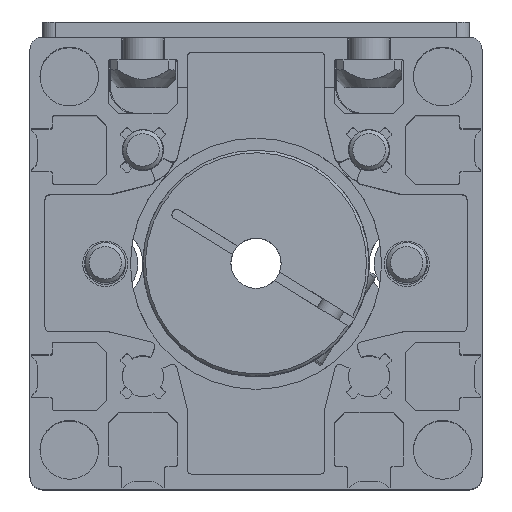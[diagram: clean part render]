
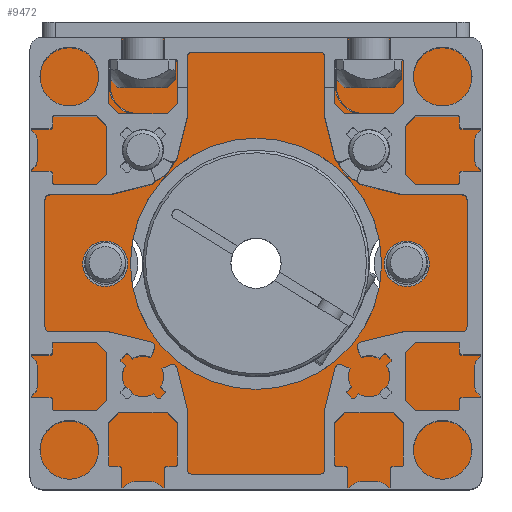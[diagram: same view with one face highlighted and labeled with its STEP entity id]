
A CAD part, top view. The second image highlights one B-rep face of the part: STEP entity #9472.
In plain terms, the highlighted planar face has unit normal (0, 0, 1).
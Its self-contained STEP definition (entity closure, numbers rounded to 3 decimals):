
#482=FACE_BOUND('',#1364,.T.);
#483=FACE_BOUND('',#1365,.T.);
#484=FACE_BOUND('',#1366,.T.);
#485=FACE_BOUND('',#1367,.T.);
#486=FACE_BOUND('',#1368,.T.);
#487=FACE_BOUND('',#1369,.T.);
#488=FACE_BOUND('',#1370,.T.);
#559=PLANE('',#10248);
#859=FACE_OUTER_BOUND('',#1363,.T.);
#1363=EDGE_LOOP('',(#6524,#6525,#6526,#6527,#6528,#6529,#6530,#6531));
#1364=EDGE_LOOP('',(#6532));
#1365=EDGE_LOOP('',(#6533));
#1366=EDGE_LOOP('',(#6534,#6535));
#1367=EDGE_LOOP('',(#6536,#6537,#6538));
#1368=EDGE_LOOP('',(#6539));
#1369=EDGE_LOOP('',(#6540));
#1370=EDGE_LOOP('',(#6541));
#1939=CIRCLE('',#10239,6.6);
#1943=CIRCLE('',#10245,6.6);
#1945=CIRCLE('',#10249,2.5);
#1946=CIRCLE('',#10250,2.5);
#1947=CIRCLE('',#10251,2.5);
#1948=CIRCLE('',#10252,2.5);
#1949=CIRCLE('',#10253,2.067);
#1950=CIRCLE('',#10254,2.067);
#1951=CIRCLE('',#10255,2.067);
#1952=CIRCLE('',#10256,2.067);
#1953=CIRCLE('',#10257,2.067);
#1954=CIRCLE('',#10258,4.5);
#1955=CIRCLE('',#10259,4.5);
#1956=CIRCLE('',#10260,25.);
#2378=LINE('',#14091,#3287);
#2379=LINE('',#14095,#3288);
#2380=LINE('',#14099,#3289);
#2381=LINE('',#14102,#3290);
#3287=VECTOR('',#11241,10.);
#3288=VECTOR('',#11244,10.);
#3289=VECTOR('',#11247,10.);
#3290=VECTOR('',#11250,10.);
#4193=VERTEX_POINT('',#14064);
#4195=VERTEX_POINT('',#14068);
#4198=VERTEX_POINT('',#14077);
#4200=VERTEX_POINT('',#14081);
#4201=VERTEX_POINT('',#14087);
#4202=VERTEX_POINT('',#14088);
#4203=VERTEX_POINT('',#14090);
#4204=VERTEX_POINT('',#14092);
#4205=VERTEX_POINT('',#14094);
#4206=VERTEX_POINT('',#14096);
#4207=VERTEX_POINT('',#14098);
#4208=VERTEX_POINT('',#14100);
#4209=VERTEX_POINT('',#14103);
#4210=VERTEX_POINT('',#14105);
#4211=VERTEX_POINT('',#14108);
#4212=VERTEX_POINT('',#14111);
#4213=VERTEX_POINT('',#14113);
#4214=VERTEX_POINT('',#14115);
#5123=EDGE_CURVE('',#4193,#4195,#1939,.T.);
#5129=EDGE_CURVE('',#4198,#4200,#1943,.T.);
#5131=EDGE_CURVE('',#4201,#4202,#1945,.T.);
#5132=EDGE_CURVE('',#4203,#4201,#2378,.T.);
#5133=EDGE_CURVE('',#4204,#4203,#1946,.T.);
#5134=EDGE_CURVE('',#4205,#4204,#2379,.T.);
#5135=EDGE_CURVE('',#4206,#4205,#1947,.T.);
#5136=EDGE_CURVE('',#4207,#4206,#2380,.T.);
#5137=EDGE_CURVE('',#4208,#4207,#1948,.T.);
#5138=EDGE_CURVE('',#4202,#4208,#2381,.T.);
#5139=EDGE_CURVE('',#4209,#4209,#1949,.T.);
#5140=EDGE_CURVE('',#4210,#4210,#1950,.T.);
#5141=EDGE_CURVE('',#4195,#4193,#1951,.T.);
#5142=EDGE_CURVE('',#4200,#4211,#1952,.T.);
#5143=EDGE_CURVE('',#4211,#4198,#1953,.T.);
#5144=EDGE_CURVE('',#4212,#4212,#1954,.T.);
#5145=EDGE_CURVE('',#4213,#4213,#1955,.T.);
#5146=EDGE_CURVE('',#4214,#4214,#1956,.T.);
#6524=ORIENTED_EDGE('',*,*,#5131,.F.);
#6525=ORIENTED_EDGE('',*,*,#5132,.F.);
#6526=ORIENTED_EDGE('',*,*,#5133,.F.);
#6527=ORIENTED_EDGE('',*,*,#5134,.F.);
#6528=ORIENTED_EDGE('',*,*,#5135,.F.);
#6529=ORIENTED_EDGE('',*,*,#5136,.F.);
#6530=ORIENTED_EDGE('',*,*,#5137,.F.);
#6531=ORIENTED_EDGE('',*,*,#5138,.F.);
#6532=ORIENTED_EDGE('',*,*,#5139,.T.);
#6533=ORIENTED_EDGE('',*,*,#5140,.T.);
#6534=ORIENTED_EDGE('',*,*,#5123,.T.);
#6535=ORIENTED_EDGE('',*,*,#5141,.T.);
#6536=ORIENTED_EDGE('',*,*,#5129,.T.);
#6537=ORIENTED_EDGE('',*,*,#5142,.T.);
#6538=ORIENTED_EDGE('',*,*,#5143,.T.);
#6539=ORIENTED_EDGE('',*,*,#5144,.T.);
#6540=ORIENTED_EDGE('',*,*,#5145,.T.);
#6541=ORIENTED_EDGE('',*,*,#5146,.T.);
#9472=ADVANCED_FACE('',(#859,#482,#483,#484,#485,#486,#487,#488),#559,.T.);
#10239=AXIS2_PLACEMENT_3D('',#14070,#11217,#11218);
#10245=AXIS2_PLACEMENT_3D('',#14083,#11231,#11232);
#10248=AXIS2_PLACEMENT_3D('',#14086,#11237,#11238);
#10249=AXIS2_PLACEMENT_3D('',#14089,#11239,#11240);
#10250=AXIS2_PLACEMENT_3D('',#14093,#11242,#11243);
#10251=AXIS2_PLACEMENT_3D('',#14097,#11245,#11246);
#10252=AXIS2_PLACEMENT_3D('',#14101,#11248,#11249);
#10253=AXIS2_PLACEMENT_3D('',#14104,#11251,#11252);
#10254=AXIS2_PLACEMENT_3D('',#14106,#11253,#11254);
#10255=AXIS2_PLACEMENT_3D('',#14107,#11255,#11256);
#10256=AXIS2_PLACEMENT_3D('',#14109,#11257,#11258);
#10257=AXIS2_PLACEMENT_3D('',#14110,#11259,#11260);
#10258=AXIS2_PLACEMENT_3D('',#14112,#11261,#11262);
#10259=AXIS2_PLACEMENT_3D('',#14114,#11263,#11264);
#10260=AXIS2_PLACEMENT_3D('',#14116,#11265,#11266);
#11217=DIRECTION('center_axis',(0.,0.,-1.));
#11218=DIRECTION('ref_axis',(-1.,0.,0.));
#11231=DIRECTION('center_axis',(0.,0.,-1.));
#11232=DIRECTION('ref_axis',(-1.,0.,0.));
#11237=DIRECTION('center_axis',(0.,0.,1.));
#11238=DIRECTION('ref_axis',(1.,0.,0.));
#11239=DIRECTION('center_axis',(0.,0.,-1.));
#11240=DIRECTION('ref_axis',(-1.,0.,0.));
#11241=DIRECTION('',(1.,0.,0.));
#11242=DIRECTION('center_axis',(0.,0.,-1.));
#11243=DIRECTION('ref_axis',(0.,-1.,0.));
#11244=DIRECTION('',(0.,1.,0.));
#11245=DIRECTION('center_axis',(0.,0.,-1.));
#11246=DIRECTION('ref_axis',(1.,0.,0.));
#11247=DIRECTION('',(-1.,0.,0.));
#11248=DIRECTION('center_axis',(0.,0.,-1.));
#11249=DIRECTION('ref_axis',(0.,1.,0.));
#11250=DIRECTION('',(0.,-1.,0.));
#11251=DIRECTION('center_axis',(0.,0.,-1.));
#11252=DIRECTION('ref_axis',(-1.,0.,0.));
#11253=DIRECTION('center_axis',(0.,0.,-1.));
#11254=DIRECTION('ref_axis',(-1.,0.,0.));
#11255=DIRECTION('center_axis',(0.,0.,-1.));
#11256=DIRECTION('ref_axis',(-1.,0.,0.));
#11257=DIRECTION('center_axis',(0.,0.,-1.));
#11258=DIRECTION('ref_axis',(-1.,0.,0.));
#11259=DIRECTION('center_axis',(0.,0.,-1.));
#11260=DIRECTION('ref_axis',(-1.,0.,0.));
#11261=DIRECTION('center_axis',(0.,0.,-1.));
#11262=DIRECTION('ref_axis',(-1.,0.,0.));
#11263=DIRECTION('center_axis',(0.,0.,-1.));
#11264=DIRECTION('ref_axis',(-1.,0.,0.));
#11265=DIRECTION('center_axis',(0.,0.,-1.));
#11266=DIRECTION('ref_axis',(0.,-1.,0.));
#14064=CARTESIAN_POINT('',(-25.559,28.348,7.5));
#14068=CARTESIAN_POINT('',(-28.348,25.559,7.5));
#14070=CARTESIAN_POINT('Origin',(-22.5,22.5,7.5));
#14077=CARTESIAN_POINT('',(28.348,25.559,7.5));
#14081=CARTESIAN_POINT('',(25.559,28.348,7.5));
#14083=CARTESIAN_POINT('Origin',(22.5,22.5,7.5));
#14086=CARTESIAN_POINT('Origin',(0.,0.,
7.5));
#14087=CARTESIAN_POINT('',(42.5,45.,7.5));
#14088=CARTESIAN_POINT('',(45.,42.5,7.5));
#14089=CARTESIAN_POINT('Origin',(42.5,42.5,7.5));
#14090=CARTESIAN_POINT('',(-42.5,45.,7.5));
#14091=CARTESIAN_POINT('',(-42.5,45.,7.5));
#14092=CARTESIAN_POINT('',(-45.,42.5,7.5));
#14093=CARTESIAN_POINT('Origin',(-42.5,42.5,7.5));
#14094=CARTESIAN_POINT('',(-45.,-42.5,7.5));
#14095=CARTESIAN_POINT('',(-45.,-42.5,7.5));
#14096=CARTESIAN_POINT('',(-42.5,-45.,7.5));
#14097=CARTESIAN_POINT('Origin',(-42.5,-42.5,7.5));
#14098=CARTESIAN_POINT('',(42.5,-45.,7.5));
#14099=CARTESIAN_POINT('',(42.5,-45.,7.5));
#14100=CARTESIAN_POINT('',(45.,-42.5,7.5));
#14101=CARTESIAN_POINT('Origin',(42.5,-42.5,7.5));
#14102=CARTESIAN_POINT('',(45.,42.5,7.5));
#14103=CARTESIAN_POINT('',(28.584,-26.517,7.5));
#14104=CARTESIAN_POINT('Origin',(26.517,-26.517,7.5));
#14105=CARTESIAN_POINT('',(-24.45,-26.517,7.5));
#14106=CARTESIAN_POINT('Origin',(-26.517,-26.517,7.5));
#14107=CARTESIAN_POINT('Origin',(-26.517,26.517,7.5));
#14108=CARTESIAN_POINT('',(28.584,26.517,7.5));
#14109=CARTESIAN_POINT('Origin',(26.517,26.517,7.5));
#14110=CARTESIAN_POINT('Origin',(26.517,26.517,7.5));
#14111=CARTESIAN_POINT('',(-25.5,0.,7.5));
#14112=CARTESIAN_POINT('Origin',(-30.,0.,7.5));
#14113=CARTESIAN_POINT('',(34.5,0.,7.5));
#14114=CARTESIAN_POINT('Origin',(30.,0.,7.5));
#14115=CARTESIAN_POINT('',(0.,25.,7.5));
#14116=CARTESIAN_POINT('Origin',(0.,0.,7.5));
